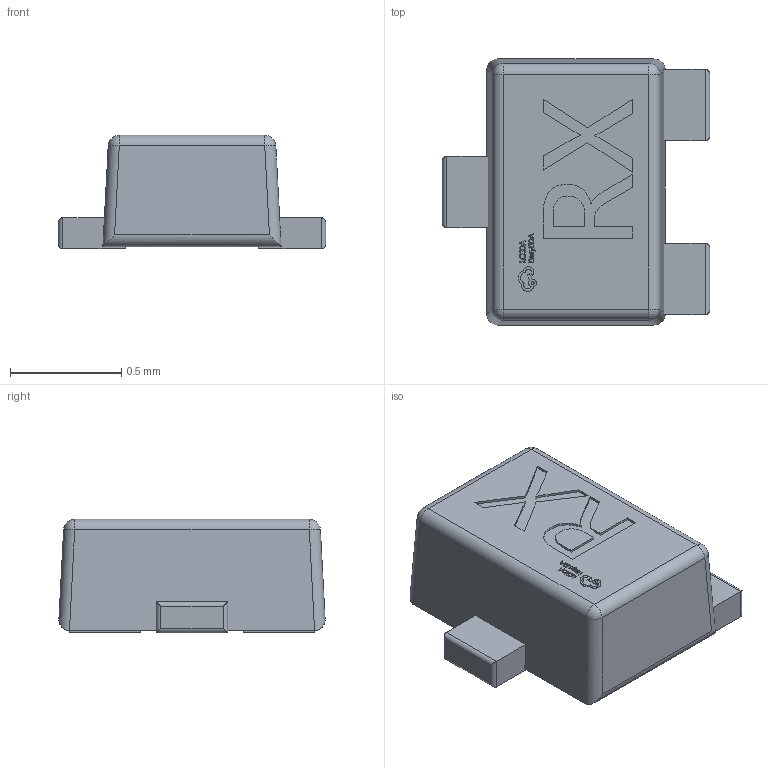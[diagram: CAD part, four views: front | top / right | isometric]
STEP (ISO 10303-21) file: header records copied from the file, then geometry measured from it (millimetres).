
FILE_DESCRIPTION (( 'STEP AP214' ), '1' );
FILE_NAME ('VMT3_L1.2-W0.8-P0.40-LS1.2-BR.step', '2022-08-04T09:22:17', ( '' ), ( '' ), 'SwSTEP 2.0', 'SolidWorks 2020', '' );
FILE_SCHEMA (( 'AUTOMOTIVE_DESIGN' ));
Length unit declared in the file: millimetre
Products named in the file (1): VMT3_L1.2-W0.8-P0.40-LS1.2-BR
Bounding box: 1.2 x 1.19 x 0.51 mm (x, y, z)
Volume: 0.5 mm3; surface area: 4.2 mm2
Topology: 14 solids, 14 shells, 381 faces, 1005 edges, 662 vertices
Faces by surface type: plane 233, bspline 122, cylinder 22, sphere 4
Entity records: 16240 total; most frequent: CARTESIAN_POINT 4731, ORIENTED_EDGE 2010, DIRECTION 1267, EDGE_CURVE 1005, LINE 719, VECTOR 719, VERTEX_POINT 662, EDGE_LOOP 403
